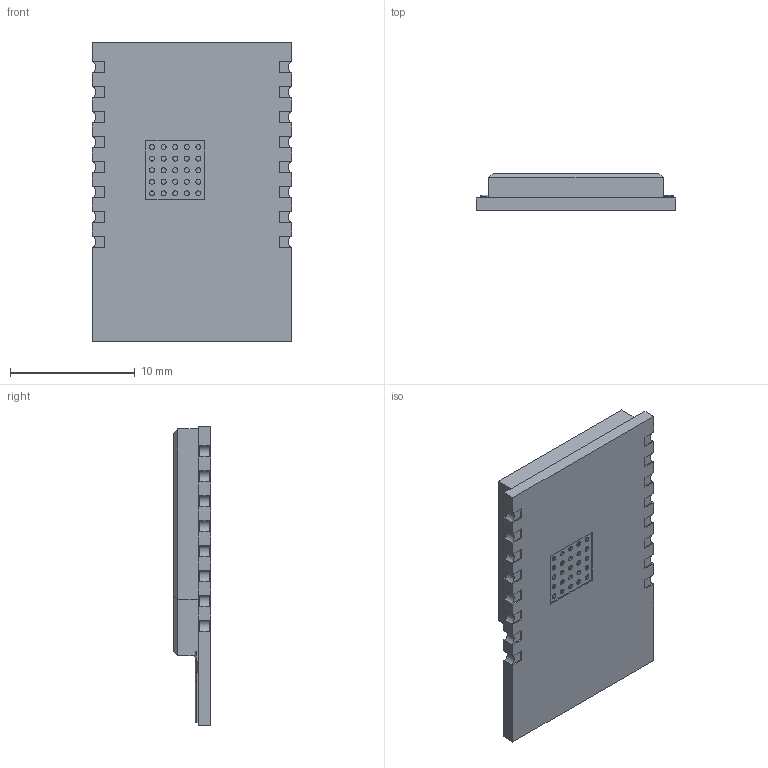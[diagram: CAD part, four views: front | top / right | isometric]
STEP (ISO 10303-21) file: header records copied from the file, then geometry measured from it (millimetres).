
FILE_DESCRIPTION (( 'STEP AP214' ), '1' );
FILE_NAME ('bw16_sky_wire_sharp_edge_withColor_ok.STEP', '2021-07-29T16:55:28', ( '' ), ( '' ), 'SwSTEP 2.0', 'SolidWorks 2019', '' );
FILE_SCHEMA (( 'AUTOMOTIVE_DESIGN' ));
Length unit declared in the file: millimetre
Products named in the file (1): bw16_sky_wire_sharp_edge_withColor_ok
Bounding box: 16 x 3 x 24 mm (x, y, z)
Volume: 850.5 mm3; surface area: 1001.6 mm2
Topology: 1 solids, 1 shells, 399 faces, 970 edges, 600 vertices
Faces by surface type: plane 261, cylinder 136, bspline 1, torus 1
Entity records: 15286 total; most frequent: CARTESIAN_POINT 2185, ORIENTED_EDGE 1940, DIRECTION 1840, EDGE_CURVE 970, VECTOR 762, LINE 762, VERTEX_POINT 600, AXIS2_PLACEMENT_3D 539
